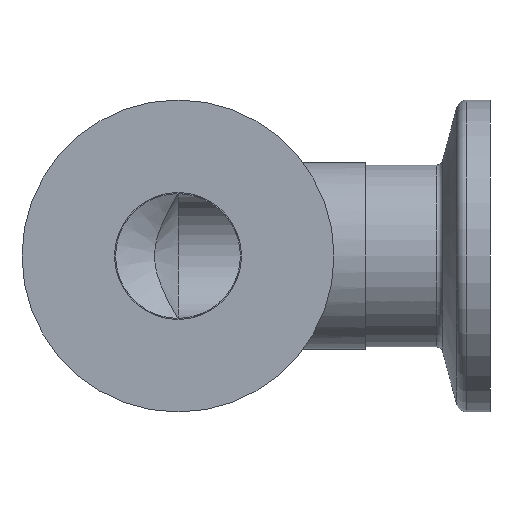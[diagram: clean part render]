
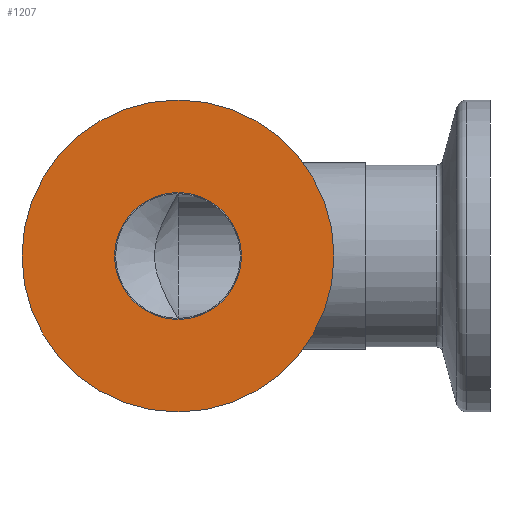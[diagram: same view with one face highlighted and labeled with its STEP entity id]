
A CAD part, front view. The second image highlights one B-rep face of the part: STEP entity #1207.
In plain terms, the highlighted planar face has unit normal (0, -1, 0).
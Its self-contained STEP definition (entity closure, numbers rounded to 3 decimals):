
#16 = CARTESIAN_POINT ( 'NONE',  ( 0., -30., 15. ) ) ;
#17 = CARTESIAN_POINT ( 'NONE',  ( 0., -30., 0. ) ) ;
#18 = CARTESIAN_POINT ( 'NONE',  ( 0., -30., 0. ) ) ;
#53 = AXIS2_PLACEMENT_3D ( 'NONE', #333, #329, #673 ) ;
#87 = EDGE_LOOP ( 'NONE', ( #647, #1059 ) ) ;
#120 = DIRECTION ( 'NONE',  ( 0., 0., 1. ) ) ;
#121 = DIRECTION ( 'NONE',  ( 0., 0., 1. ) ) ;
#151 = FACE_OUTER_BOUND ( 'NONE', #619, .T. ) ;
#260 = CARTESIAN_POINT ( 'NONE',  ( 6.1, -30., 0. ) ) ;
#283 = CARTESIAN_POINT ( 'NONE',  ( 0., -30., -15. ) ) ;
#295 = EDGE_CURVE ( 'NONE', #717, #512, #732, .T. ) ;
#318 = VERTEX_POINT ( 'NONE', #446 ) ;
#329 = DIRECTION ( 'NONE',  ( 0., 1., 0. ) ) ;
#333 = CARTESIAN_POINT ( 'NONE',  ( 0., -30., 0. ) ) ;
#406 = CARTESIAN_POINT ( 'NONE',  ( 0., -30., -6.1 ) ) ;
#417 = EDGE_CURVE ( 'NONE', #318, #891, #814, .T. ) ;
#446 = CARTESIAN_POINT ( 'NONE',  ( 0., -30., 6.1 ) ) ;
#455 = CIRCLE ( 'NONE', #679, 6.1 ) ;
#486 = DIRECTION ( 'NONE',  ( 0., 1., 0. ) ) ;
#512 = VERTEX_POINT ( 'NONE', #16 ) ;
#548 = DIRECTION ( 'NONE',  ( 0., 0., 1. ) ) ;
#595 = PLANE ( 'NONE',  #739 ) ;
#619 = EDGE_LOOP ( 'NONE', ( #951, #1257 ) ) ;
#647 = ORIENTED_EDGE ( 'NONE', *, *, #417, .T. ) ;
#673 = DIRECTION ( 'NONE',  ( 0., 0., 1. ) ) ;
#679 = AXIS2_PLACEMENT_3D ( 'NONE', #17, #782, #120 ) ;
#717 = VERTEX_POINT ( 'NONE', #283 ) ;
#722 = DIRECTION ( 'NONE',  ( 0., 1., 0. ) ) ;
#732 = CIRCLE ( 'NONE', #911, 15. ) ;
#739 = AXIS2_PLACEMENT_3D ( 'NONE', #260, #486, #1140 ) ;
#782 = DIRECTION ( 'NONE',  ( 0., 1., 0. ) ) ;
#783 = DIRECTION ( 'NONE',  ( 0., 1., 0. ) ) ;
#814 = CIRCLE ( 'NONE', #53, 6.1 ) ;
#891 = VERTEX_POINT ( 'NONE', #406 ) ;
#911 = AXIS2_PLACEMENT_3D ( 'NONE', #1178, #722, #548 ) ;
#942 = FACE_BOUND ( 'NONE', #87, .T. ) ;
#951 = ORIENTED_EDGE ( 'NONE', *, *, #1117, .F. ) ;
#1025 = CIRCLE ( 'NONE', #1163, 15. ) ;
#1059 = ORIENTED_EDGE ( 'NONE', *, *, #1241, .T. ) ;
#1117 = EDGE_CURVE ( 'NONE', #512, #717, #1025, .T. ) ;
#1140 = DIRECTION ( 'NONE',  ( 0., 0., 1. ) ) ;
#1163 = AXIS2_PLACEMENT_3D ( 'NONE', #18, #783, #121 ) ;
#1178 = CARTESIAN_POINT ( 'NONE',  ( 0., -30., 0. ) ) ;
#1207 = ADVANCED_FACE ( 'NONE', ( #151, #942 ), #595, .F. ) ;
#1241 = EDGE_CURVE ( 'NONE', #891, #318, #455, .T. ) ;
#1257 = ORIENTED_EDGE ( 'NONE', *, *, #295, .F. ) ;
